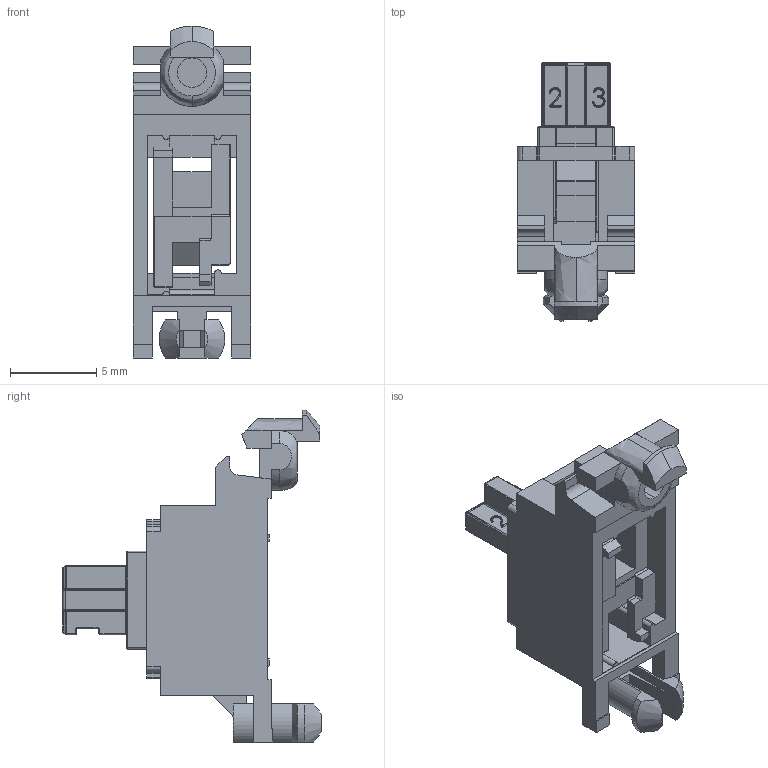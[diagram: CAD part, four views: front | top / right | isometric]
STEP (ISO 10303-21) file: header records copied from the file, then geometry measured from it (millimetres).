
FILE_DESCRIPTION (( 'STEP AP214' ), '1' );
FILE_NAME ('Cherry MX Stabilizer.STEP', '2023-05-30T17:30:09', ( '' ), ( '' ), 'SwSTEP 2.0', 'SolidWorks 2022', '' );
FILE_SCHEMA (( 'AUTOMOTIVE_DESIGN' ));
Length unit declared in the file: millimetre
Products named in the file (3): Cherry MX Stabilizer; mx Stabilizer base 16828.STEP; mx Stabilizer key 16828.STEP
Assembly tree (2 placements, depth 2):
  Cherry MX Stabilizer
    mx Stabilizer base 16828.STEP
    mx Stabilizer key 16828.STEP
Bounding box: 6.8 x 14.96 x 19.2 mm (x, y, z)
Volume: 421.4 mm3; surface area: 1081.8 mm2
Topology: 2 solids, 2 shells, 463 faces, 1236 edges, 747 vertices
Faces by surface type: plane 192, cylinder 169, torus 37, bspline 32, sphere 27, cone 6
Entity records: 16014 total; most frequent: CARTESIAN_POINT 4880, ORIENTED_EDGE 2410, DIRECTION 2215, EDGE_CURVE 1205, AXIS2_PLACEMENT_3D 758, VERTEX_POINT 746, LINE 699, VECTOR 699
